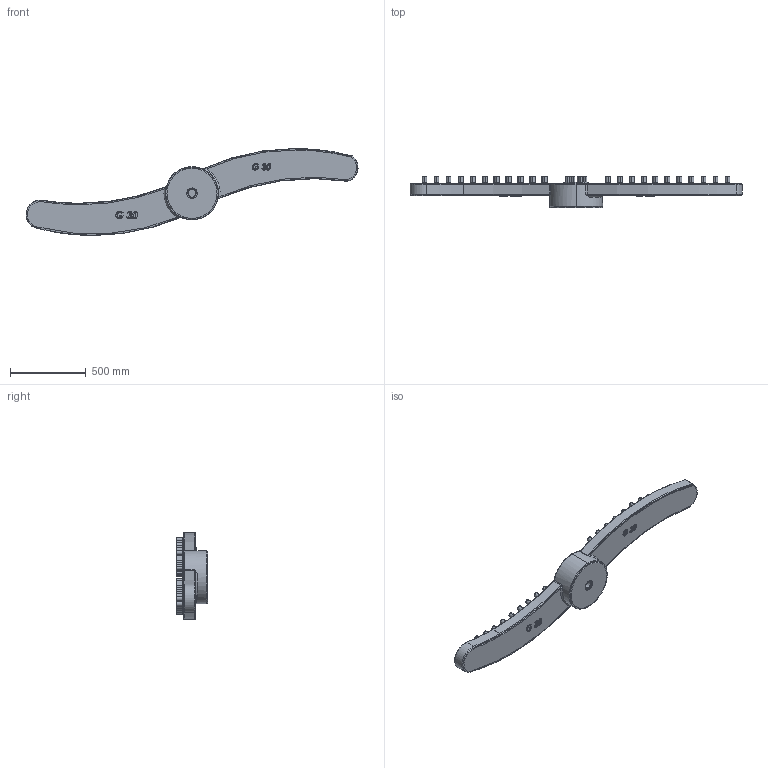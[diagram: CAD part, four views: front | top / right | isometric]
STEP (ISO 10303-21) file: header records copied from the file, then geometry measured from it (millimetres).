
FILE_DESCRIPTION (( 'STEP AP203' ), '1' );
FILE_NAME ('washer1_Default_sldprt.STEP', '2023-12-11T18:22:43', ( '' ), ( '' ), 'SwSTEP 2.0', 'SolidWorks 2020', '' );
FILE_SCHEMA (( 'CONFIG_CONTROL_DESIGN' ));
Length unit declared in the file: millimetre
Products named in the file (1): washer1_Default_sldprt
Bounding box: 2189.54 x 210 x 574.03 mm (x, y, z)
Volume: 6118109.3 mm3; surface area: 6303864.6 mm2
Topology: 1 solids, 1 shells, 789 faces, 1783 edges, 1146 vertices
Faces by surface type: cylinder 420, plane 182, torus 98, bspline 74, cone 15
Entity records: 26817 total; most frequent: CARTESIAN_POINT 8367, DIRECTION 4118, ORIENTED_EDGE 3558, AXIS2_PLACEMENT_3D 1781, EDGE_CURVE 1779, VERTEX_POINT 1146, CIRCLE 1065, EDGE_LOOP 1037
